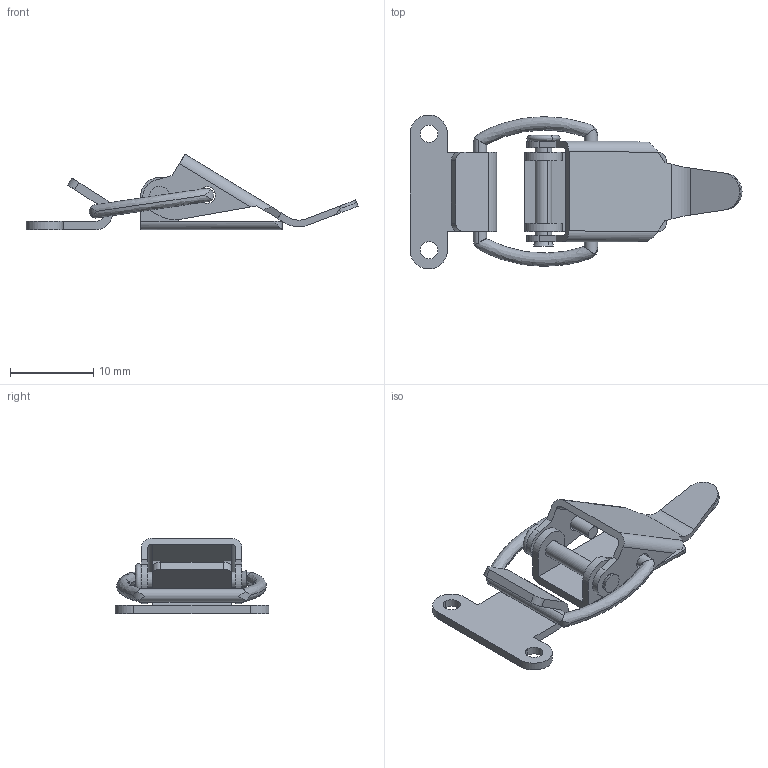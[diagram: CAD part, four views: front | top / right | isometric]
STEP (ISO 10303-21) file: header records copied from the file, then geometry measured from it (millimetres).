
FILE_DESCRIPTION( (''), '2;1');
FILE_NAME ('PC007.31568.TL_2SUS_10713.stp','2024-12-19T10:49:35',(''),(''),'spGate 19.8.4 (****-****-****-****)','','');
FILE_SCHEMA (('AUTOMOTIVE_DESIGN'));
Length unit declared in the file: millimetre
Products named in the file (5): Assembly; アーム; キーパー; ベース; レバー
Assembly tree (4 placements, depth 2):
  Assembly
    アーム
    キーパー
    ベース
    レバー
Bounding box: 39.9 x 18.5 x 9.04 mm (x, y, z)
Volume: 754.3 mm3; surface area: 1950 mm2
Topology: 4 solids, 4 shells, 115 faces, 313 edges, 205 vertices
Faces by surface type: cylinder 56, plane 49, bspline 10
Entity records: 6412 total; most frequent: CARTESIAN_POINT 1121, ORIENTED_EDGE 618, DIRECTION 535, COLOUR_RGB 428, PRESENTATION_STYLE_ASSIGNMENT 428, STYLED_ITEM 428, EDGE_CURVE 309, DRAUGHTING_PRE_DEFINED_CURVE_FONT 309
